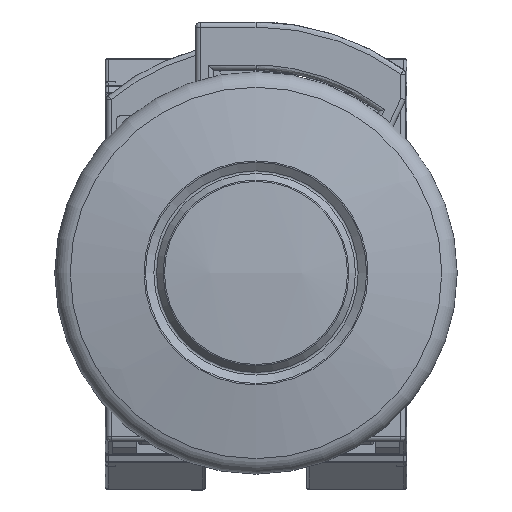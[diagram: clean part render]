
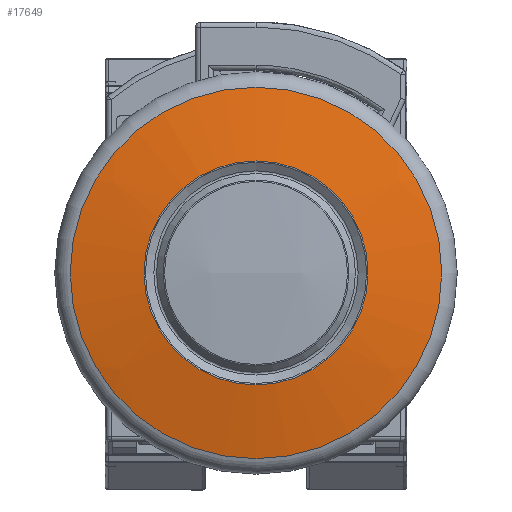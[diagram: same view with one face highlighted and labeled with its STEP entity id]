
A CAD part, top view. The second image highlights one B-rep face of the part: STEP entity #17649.
In plain terms, the highlighted spherical face has radius 80 mm.
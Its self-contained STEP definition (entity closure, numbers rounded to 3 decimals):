
#354 = CARTESIAN_POINT ( 'NONE',  ( 0., 0., 21.041 ) ) ;
#2909 = DIRECTION ( 'NONE',  ( 0., 0., -1. ) ) ;
#3599 = EDGE_LOOP ( 'NONE', ( #13208 ) ) ;
#5568 = DIRECTION ( 'NONE',  ( 0., -0.972, 0.234 ) ) ;
#5617 = ORIENTED_EDGE ( 'NONE', *, *, #7161, .T. ) ;
#5742 = VERTEX_POINT ( 'NONE', #14732 ) ;
#5932 = AXIS2_PLACEMENT_3D ( 'NONE', #354, #9350, #18347 ) ;
#6191 = CARTESIAN_POINT ( 'NONE',  ( 18.462, 0., 21.041 ) ) ;
#7161 = EDGE_CURVE ( 'NONE', #5742, #5742, #9512, .T. ) ;
#7771 = AXIS2_PLACEMENT_3D ( 'NONE', #25793, #5568, #14546 ) ;
#9350 = DIRECTION ( 'NONE',  ( 0., 0., 1. ) ) ;
#9512 = CIRCLE ( 'NONE', #26047, 11.132 ) ;
#9986 = FACE_BOUND ( 'NONE', #27071, .T. ) ;
#11889 = DIRECTION ( 'NONE',  ( 1., 0., 0. ) ) ;
#13208 = ORIENTED_EDGE ( 'NONE', *, *, #16755, .T. ) ;
#14546 = DIRECTION ( 'NONE',  ( 0., 0.234, 0.972 ) ) ;
#14732 = CARTESIAN_POINT ( 'NONE',  ( 11.132, 0., 22.422 ) ) ;
#16755 = EDGE_CURVE ( 'NONE', #26421, #26421, #18615, .T. ) ;
#16768 = SPHERICAL_SURFACE ( 'NONE', #7771, 80. ) ;
#17649 = ADVANCED_FACE ( 'NONE', ( #9986, #18987 ), #16768, .T. ) ;
#18347 = DIRECTION ( 'NONE',  ( 1., 0., 0. ) ) ;
#18615 = CIRCLE ( 'NONE', #5932, 18.462 ) ;
#18987 = FACE_OUTER_BOUND ( 'NONE', #3599, .T. ) ;
#23112 = CARTESIAN_POINT ( 'NONE',  ( 0., 0., 22.422 ) ) ;
#25793 = CARTESIAN_POINT ( 'NONE',  ( 0., 0., -56.8 ) ) ;
#26047 = AXIS2_PLACEMENT_3D ( 'NONE', #23112, #2909, #11889 ) ;
#26421 = VERTEX_POINT ( 'NONE', #6191 ) ;
#27071 = EDGE_LOOP ( 'NONE', ( #5617 ) ) ;
